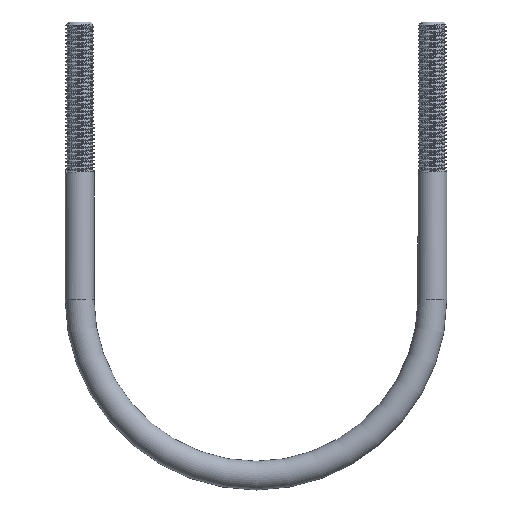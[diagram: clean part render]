
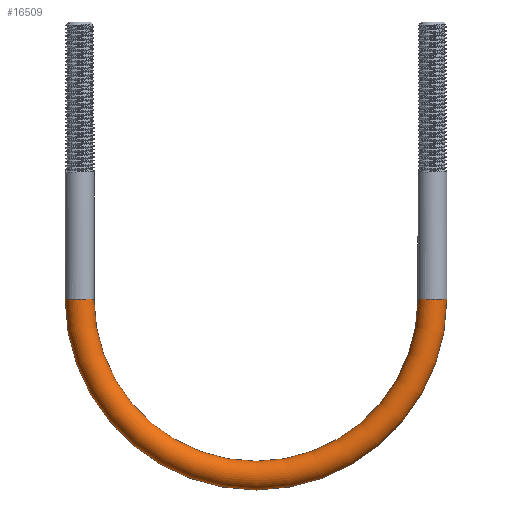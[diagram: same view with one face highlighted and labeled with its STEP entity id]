
A CAD part, front view. The second image highlights one B-rep face of the part: STEP entity #16509.
In plain terms, the highlighted toroidal (fillet/blend) face has major radius 49 mm and minor radius 4 mm.
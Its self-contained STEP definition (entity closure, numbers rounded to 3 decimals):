
#542 = CIRCLE ( 'NONE', #7212, 53. ) ;
#1470 = ORIENTED_EDGE ( 'NONE', *, *, #13404, .T. ) ;
#2370 = DIRECTION ( 'NONE',  ( -1., 0., 0. ) ) ;
#2920 = DIRECTION ( 'NONE',  ( 0., 1., 0. ) ) ;
#3626 = EDGE_CURVE ( 'NONE', #12938, #12675, #7480, .T. ) ;
#3762 = DIRECTION ( 'NONE',  ( 0., 0., 1. ) ) ;
#3887 = EDGE_LOOP ( 'NONE', ( #17175, #16060, #1470, #4529 ) ) ;
#4275 = AXIS2_PLACEMENT_3D ( 'NONE', #16695, #3762, #4998 ) ;
#4485 = CARTESIAN_POINT ( 'NONE',  ( -12.5, 0., -148.642 ) ) ;
#4529 = ORIENTED_EDGE ( 'NONE', *, *, #3626, .T. ) ;
#4998 = DIRECTION ( 'NONE',  ( 1., 0., 0. ) ) ;
#6510 = VERTEX_POINT ( 'NONE', #10746 ) ;
#6906 = DIRECTION ( 'NONE',  ( 0., 0., -1. ) ) ;
#7212 = AXIS2_PLACEMENT_3D ( 'NONE', #7800, #9472, #13454 ) ;
#7310 = AXIS2_PLACEMENT_3D ( 'NONE', #17164, #2920, #12929 ) ;
#7480 = CIRCLE ( 'NONE', #18016, 4. ) ;
#7800 = CARTESIAN_POINT ( 'NONE',  ( 32.5, 0., -148.642 ) ) ;
#9008 = EDGE_CURVE ( 'NONE', #6510, #12675, #542, .T. ) ;
#9432 = VERTEX_POINT ( 'NONE', #14568 ) ;
#9472 = DIRECTION ( 'NONE',  ( 0., 1., 0. ) ) ;
#9533 = CARTESIAN_POINT ( 'NONE',  ( -16.5, 0., -148.642 ) ) ;
#9687 = TOROIDAL_SURFACE ( 'NONE', #7310, 49., 4. ) ;
#10746 = CARTESIAN_POINT ( 'NONE',  ( 85.5, 0., -148.642 ) ) ;
#11709 = FACE_OUTER_BOUND ( 'NONE', #3887, .T. ) ;
#11841 = CARTESIAN_POINT ( 'NONE',  ( -20.5, 0., -148.642 ) ) ;
#12675 = VERTEX_POINT ( 'NONE', #11841 ) ;
#12922 = DIRECTION ( 'NONE',  ( 0., 1., 0. ) ) ;
#12929 = DIRECTION ( 'NONE',  ( 0., 0., 1. ) ) ;
#12938 = VERTEX_POINT ( 'NONE', #4485 ) ;
#13404 = EDGE_CURVE ( 'NONE', #9432, #12938, #17210, .T. ) ;
#13454 = DIRECTION ( 'NONE',  ( 0., 0., 1. ) ) ;
#13899 = EDGE_CURVE ( 'NONE', #9432, #6510, #16625, .T. ) ;
#14568 = CARTESIAN_POINT ( 'NONE',  ( 77.5, 0., -148.642 ) ) ;
#16060 = ORIENTED_EDGE ( 'NONE', *, *, #13899, .F. ) ;
#16316 = AXIS2_PLACEMENT_3D ( 'NONE', #16645, #12922, #18681 ) ;
#16509 = ADVANCED_FACE ( 'NONE', ( #11709 ), #9687, .T. ) ;
#16625 = CIRCLE ( 'NONE', #4275, 4. ) ;
#16645 = CARTESIAN_POINT ( 'NONE',  ( 32.5, 0., -148.642 ) ) ;
#16695 = CARTESIAN_POINT ( 'NONE',  ( 81.5, 0., -148.642 ) ) ;
#17164 = CARTESIAN_POINT ( 'NONE',  ( 32.5, 0., -148.642 ) ) ;
#17175 = ORIENTED_EDGE ( 'NONE', *, *, #9008, .F. ) ;
#17210 = CIRCLE ( 'NONE', #16316, 45. ) ;
#18016 = AXIS2_PLACEMENT_3D ( 'NONE', #9533, #6906, #2370 ) ;
#18681 = DIRECTION ( 'NONE',  ( 0., 0., 1. ) ) ;
